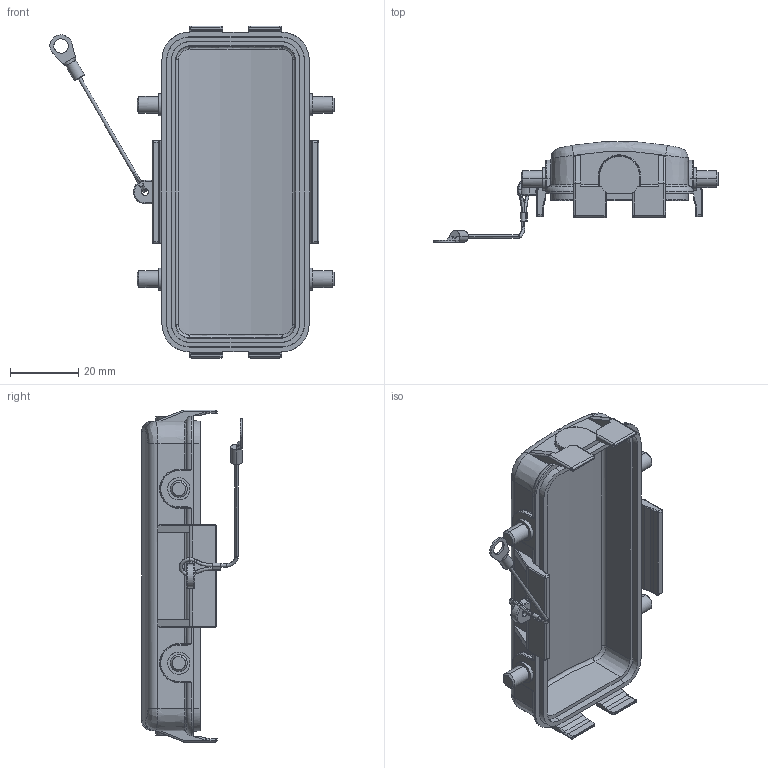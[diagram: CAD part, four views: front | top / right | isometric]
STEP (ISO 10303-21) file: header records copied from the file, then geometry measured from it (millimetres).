
FILE_DESCRIPTION (( 'STEP AP203' ), '1' );
FILE_NAME ('3D_1110160308102_H16B-MCV-4B_2_V1.0.STP', '2021-05-26T07:56:26', ( '' ), ( '' ), 'SwSTEP 2.0', 'SolidWorks 2016', '' );
FILE_SCHEMA (( 'CONFIG_CONTROL_DESIGN' ));
Length unit declared in the file: millimetre
Products named in the file (1): 3D_1110160308102_H16B-MCV-4B_2_V1.0
Bounding box: 83.16 x 29.44 x 97.17 mm (x, y, z)
Volume: 20712.2 mm3; surface area: 17501.5 mm2
Topology: 1 solids, 1 shells, 500 faces, 1227 edges, 730 vertices
Faces by surface type: cylinder 198, plane 135, torus 77, bspline 50, cone 28, sphere 12
Entity records: 22501 total; most frequent: CARTESIAN_POINT 11710, ORIENTED_EDGE 2432, DIRECTION 1930, EDGE_CURVE 1216, VERTEX_POINT 729, AXIS2_PLACEMENT_3D 717, EDGE_LOOP 519, ADVANCED_FACE 500
